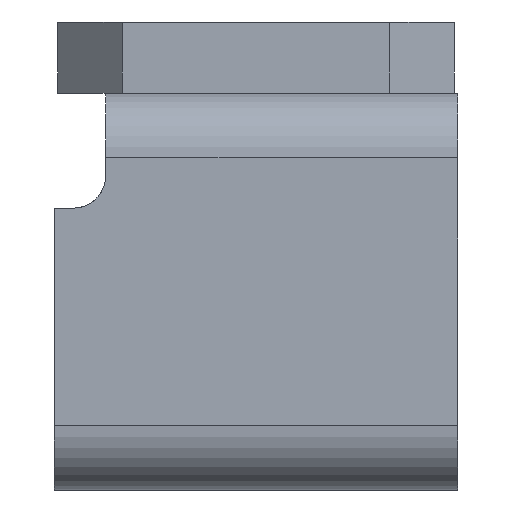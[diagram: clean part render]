
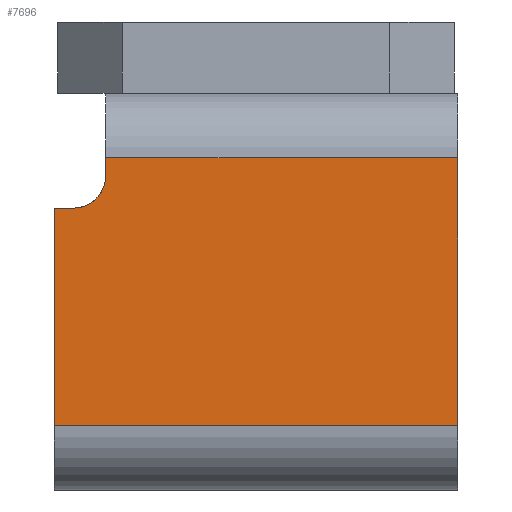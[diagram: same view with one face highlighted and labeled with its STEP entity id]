
A CAD part, left-side view. The second image highlights one B-rep face of the part: STEP entity #7696.
In plain terms, the highlighted planar face has unit normal (-1, 0, 0).
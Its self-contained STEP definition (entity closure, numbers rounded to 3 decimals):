
#125 = VECTOR ( 'NONE', #11946, 1000. ) ;
#172 = ORIENTED_EDGE ( 'NONE', *, *, #1680, .T. ) ;
#729 = VERTEX_POINT ( 'NONE', #7969 ) ;
#1226 = CARTESIAN_POINT ( 'NONE',  ( -1., 0.625, 1.03 ) ) ;
#1362 = CARTESIAN_POINT ( 'NONE',  ( -1., 0.466, 0.974 ) ) ;
#1394 = CARTESIAN_POINT ( 'NONE',  ( -1., -0.625, 1.03 ) ) ;
#1606 = EDGE_CURVE ( 'NONE', #4340, #2892, #9019, .T. ) ;
#1680 = EDGE_CURVE ( 'NONE', #2892, #4445, #10482, .T. ) ;
#2017 = EDGE_LOOP ( 'NONE', ( #5735, #10604, #5953, #8061, #5376, #11174, #172 ) ) ;
#2079 = DIRECTION ( 'NONE',  ( 0., 1., 0. ) ) ;
#2141 = EDGE_CURVE ( 'NONE', #729, #2813, #9539, .T. ) ;
#2189 = LINE ( 'NONE', #7060, #11290 ) ;
#2396 = EDGE_CURVE ( 'NONE', #4445, #5391, #9277, .T. ) ;
#2813 = VERTEX_POINT ( 'NONE', #12627 ) ;
#2892 = VERTEX_POINT ( 'NONE', #9096 ) ;
#3146 = DIRECTION ( 'NONE',  ( 0., 0., -1. ) ) ;
#3286 = VECTOR ( 'NONE', #11505, 1000. ) ;
#3803 = EDGE_CURVE ( 'NONE', #5391, #6328, #5656, .T. ) ;
#3919 = PLANE ( 'NONE',  #5726 ) ;
#4340 = VERTEX_POINT ( 'NONE', #1394 ) ;
#4445 = VERTEX_POINT ( 'NONE', #1362 ) ;
#4798 = DIRECTION ( 'NONE',  ( 1., 0., 0. ) ) ;
#5017 = CARTESIAN_POINT ( 'NONE',  ( -1., 0.625, 0.874 ) ) ;
#5376 = ORIENTED_EDGE ( 'NONE', *, *, #9708, .F. ) ;
#5391 = VERTEX_POINT ( 'NONE', #11382 ) ;
#5656 = LINE ( 'NONE', #9586, #12074 ) ;
#5726 = AXIS2_PLACEMENT_3D ( 'NONE', #8605, #4798, #6920 ) ;
#5735 = ORIENTED_EDGE ( 'NONE', *, *, #2396, .T. ) ;
#5811 = FACE_OUTER_BOUND ( 'NONE', #2017, .T. ) ;
#5953 = ORIENTED_EDGE ( 'NONE', *, *, #10038, .T. ) ;
#6328 = VERTEX_POINT ( 'NONE', #5017 ) ;
#6780 = DIRECTION ( 'NONE',  ( 0., 0., -1. ) ) ;
#6920 = DIRECTION ( 'NONE',  ( 0., 1., 0. ) ) ;
#7060 = CARTESIAN_POINT ( 'NONE',  ( -1., -0.625, 1.23 ) ) ;
#7416 = CARTESIAN_POINT ( 'NONE',  ( -1., 0.466, 1.23 ) ) ;
#7696 = ADVANCED_FACE ( 'NONE', ( #5811 ), #3919, .F. ) ;
#7824 = CARTESIAN_POINT ( 'NONE',  ( -1., 0.625, 1.23 ) ) ;
#7889 = LINE ( 'NONE', #7824, #12127 ) ;
#7969 = CARTESIAN_POINT ( 'NONE',  ( -1., 0.625, 0.2 ) ) ;
#8061 = ORIENTED_EDGE ( 'NONE', *, *, #2141, .T. ) ;
#8605 = CARTESIAN_POINT ( 'NONE',  ( -1., 0.625, 1.23 ) ) ;
#8626 = CARTESIAN_POINT ( 'NONE',  ( -1., 0.566, 0.974 ) ) ;
#8693 = DIRECTION ( 'NONE',  ( 0., 1., 0. ) ) ;
#8710 = CARTESIAN_POINT ( 'NONE',  ( -1., 0.625, 0.2 ) ) ;
#9019 = LINE ( 'NONE', #1226, #125 ) ;
#9061 = AXIS2_PLACEMENT_3D ( 'NONE', #8626, #9526, #8693 ) ;
#9096 = CARTESIAN_POINT ( 'NONE',  ( -1., 0.466, 1.03 ) ) ;
#9277 = CIRCLE ( 'NONE', #9061, 0.1 ) ;
#9526 = DIRECTION ( 'NONE',  ( 1., 0., 0. ) ) ;
#9539 = LINE ( 'NONE', #8710, #3286 ) ;
#9586 = CARTESIAN_POINT ( 'NONE',  ( -1., 0.625, 0.874 ) ) ;
#9708 = EDGE_CURVE ( 'NONE', #4340, #2813, #2189, .T. ) ;
#10038 = EDGE_CURVE ( 'NONE', #6328, #729, #7889, .T. ) ;
#10173 = VECTOR ( 'NONE', #10358, 1000. ) ;
#10358 = DIRECTION ( 'NONE',  ( 0., 0., -1. ) ) ;
#10482 = LINE ( 'NONE', #7416, #10173 ) ;
#10604 = ORIENTED_EDGE ( 'NONE', *, *, #3803, .T. ) ;
#11174 = ORIENTED_EDGE ( 'NONE', *, *, #1606, .T. ) ;
#11290 = VECTOR ( 'NONE', #3146, 1000. ) ;
#11382 = CARTESIAN_POINT ( 'NONE',  ( -1., 0.566, 0.874 ) ) ;
#11505 = DIRECTION ( 'NONE',  ( 0., -1., 0. ) ) ;
#11946 = DIRECTION ( 'NONE',  ( 0., 1., 0. ) ) ;
#12074 = VECTOR ( 'NONE', #2079, 1000. ) ;
#12127 = VECTOR ( 'NONE', #6780, 1000. ) ;
#12627 = CARTESIAN_POINT ( 'NONE',  ( -1., -0.625, 0.2 ) ) ;
